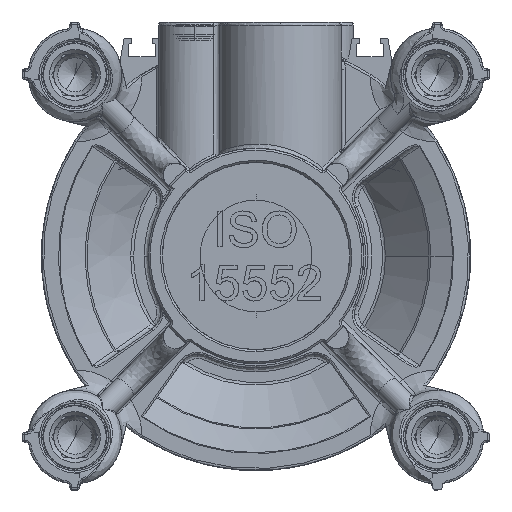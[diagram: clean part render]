
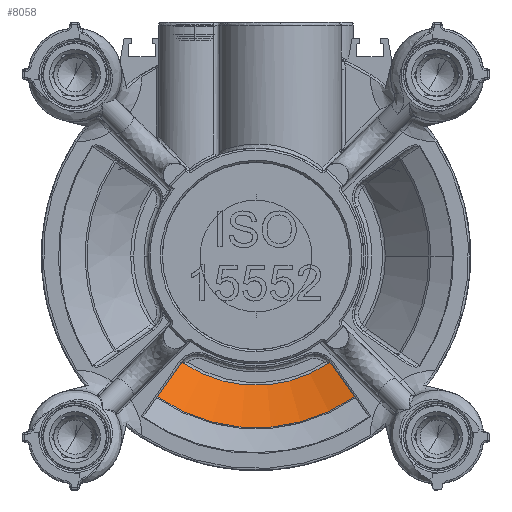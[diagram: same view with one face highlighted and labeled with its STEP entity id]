
A CAD part, front view. The second image highlights one B-rep face of the part: STEP entity #8058.
In plain terms, the highlighted conical face has half-angle 45 degrees and reference radius 42.207 mm.
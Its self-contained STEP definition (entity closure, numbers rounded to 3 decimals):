
#364 = ORIENTED_EDGE ( 'NONE', *, *, #71043, .F. ) ;
#1271 = CARTESIAN_POINT ( 'NONE',  ( -18.236, 46.517, -26.275 ) ) ;
#1531 = VERTEX_POINT ( 'NONE', #45420 ) ;
#1557 = VERTEX_POINT ( 'NONE', #85402 ) ;
#2189 = EDGE_CURVE ( 'NONE', #1557, #121213, #30883, .T. ) ;
#7413 = LINE ( 'NONE', #24746, #27889 ) ;
#8058 = ADVANCED_FACE ( 'NONE', ( #95302 ), #9468, .F. ) ;
#9468 = CONICAL_SURFACE ( 'NONE', #80333, 42.207, 0.785 ) ;
#10337 = CARTESIAN_POINT ( 'NONE',  ( 0., 36.293, 0. ) ) ;
#11698 = CARTESIAN_POINT ( 'NONE',  ( -17.986, 46.707, -26.216 ) ) ;
#13145 = DIRECTION ( 'NONE',  ( 0., 0., -1. ) ) ;
#13156 = CARTESIAN_POINT ( 'NONE',  ( -18.431, 46.305, -26.398 ) ) ;
#14366 = CARTESIAN_POINT ( 'NONE',  ( -18.54, 46.176, -26.478 ) ) ;
#14395 = CARTESIAN_POINT ( 'NONE',  ( 17.986, 46.707, -26.216 ) ) ;
#15745 = VECTOR ( 'NONE', #68504, 1000. ) ;
#16268 = VERTEX_POINT ( 'NONE', #106473 ) ;
#18740 = EDGE_CURVE ( 'NONE', #72773, #1557, #7413, .T. ) ;
#18864 = CARTESIAN_POINT ( 'NONE',  ( 0., 46.707, 0. ) ) ;
#20061 = VERTEX_POINT ( 'NONE', #55972 ) ;
#20855 = ORIENTED_EDGE ( 'NONE', *, *, #64203, .F. ) ;
#21608 = CARTESIAN_POINT ( 'NONE',  ( -18.107, 46.624, -26.234 ) ) ;
#21677 = VERTEX_POINT ( 'NONE', #76167 ) ;
#24746 = CARTESIAN_POINT ( 'NONE',  ( 18.641, 46., -26.622 ) ) ;
#27522 = DIRECTION ( 'NONE',  ( 0., 0., -1. ) ) ;
#27889 = VECTOR ( 'NONE', #89363, 1000. ) ;
#30883 = CIRCLE ( 'NONE', #76135, 42.207 ) ;
#32706 = ORIENTED_EDGE ( 'NONE', *, *, #2189, .F. ) ;
#34958 = B_SPLINE_CURVE_WITH_KNOTS ( 'NONE', 3,
 ( #76840, #65801, #85452, #114369 ),
 .UNSPECIFIED., .F., .F.,
 ( 4, 4 ),
 ( 0., 1. ),
 .UNSPECIFIED. ) ;
#36903 = EDGE_CURVE ( 'NONE', #20061, #21677, #63762, .T. ) ;
#37514 = DIRECTION ( 'NONE',  ( 1., 0., 0. ) ) ;
#38960 = LINE ( 'NONE', #40157, #15745 ) ;
#40110 = B_SPLINE_CURVE_WITH_KNOTS ( 'NONE', 3,
 ( #90108, #14366, #13156, #78463 ),
 .UNSPECIFIED., .F., .F.,
 ( 4, 4 ),
 ( 0., 1. ),
 .UNSPECIFIED. ) ;
#40157 = CARTESIAN_POINT ( 'NONE',  ( -18.641, 46., -26.622 ) ) ;
#45420 = CARTESIAN_POINT ( 'NONE',  ( 18.356, 46.387, -26.35 ) ) ;
#53897 = AXIS2_PLACEMENT_3D ( 'NONE', #18864, #111856, #27522 ) ;
#53963 = ORIENTED_EDGE ( 'NONE', *, *, #84379, .T. ) ;
#55972 = CARTESIAN_POINT ( 'NONE',  ( -17.986, 46.707, -26.216 ) ) ;
#63762 = CIRCLE ( 'NONE', #53897, 31.793 ) ;
#64203 = EDGE_CURVE ( 'NONE', #1531, #72773, #34958, .T. ) ;
#64346 = ORIENTED_EDGE ( 'NONE', *, *, #36903, .F. ) ;
#65801 = CARTESIAN_POINT ( 'NONE',  ( 18.431, 46.305, -26.398 ) ) ;
#68504 = DIRECTION ( 'NONE',  ( -0.406, -0.707, -0.579 ) ) ;
#71043 = EDGE_CURVE ( 'NONE', #119598, #20061, #114331, .T. ) ;
#72596 = EDGE_CURVE ( 'NONE', #16268, #119598, #40110, .T. ) ;
#72773 = VERTEX_POINT ( 'NONE', #83314 ) ;
#74337 = CARTESIAN_POINT ( 'NONE',  ( -24.209, 36.293, -34.574 ) ) ;
#74574 = B_SPLINE_CURVE_WITH_KNOTS ( 'NONE', 3,
 ( #108029, #77886, #106210, #14395 ),
 .UNSPECIFIED., .F., .F.,
 ( 4, 4 ),
 ( 0., 1. ),
 .UNSPECIFIED. ) ;
#76135 = AXIS2_PLACEMENT_3D ( 'NONE', #109808, #79045, #13145 ) ;
#76167 = CARTESIAN_POINT ( 'NONE',  ( 17.986, 46.707, -26.216 ) ) ;
#76840 = CARTESIAN_POINT ( 'NONE',  ( 18.356, 46.387, -26.35 ) ) ;
#77757 = CARTESIAN_POINT ( 'NONE',  ( -18.356, 46.387, -26.35 ) ) ;
#77886 = CARTESIAN_POINT ( 'NONE',  ( 18.245, 46.507, -26.281 ) ) ;
#78463 = CARTESIAN_POINT ( 'NONE',  ( -18.356, 46.387, -26.35 ) ) ;
#78718 = ORIENTED_EDGE ( 'NONE', *, *, #72596, .F. ) ;
#79045 = DIRECTION ( 'NONE',  ( 0., 1., 0. ) ) ;
#80333 = AXIS2_PLACEMENT_3D ( 'NONE', #10337, #120592, #37514 ) ;
#83314 = CARTESIAN_POINT ( 'NONE',  ( 18.641, 46., -26.622 ) ) ;
#84379 = EDGE_CURVE ( 'NONE', #1531, #21677, #74574, .T. ) ;
#85402 = CARTESIAN_POINT ( 'NONE',  ( 24.209, 36.293, -34.574 ) ) ;
#85452 = CARTESIAN_POINT ( 'NONE',  ( 18.54, 46.176, -26.478 ) ) ;
#87255 = EDGE_CURVE ( 'NONE', #16268, #121213, #38960, .T. ) ;
#87443 = CARTESIAN_POINT ( 'NONE',  ( -18.356, 46.387, -26.35 ) ) ;
#89363 = DIRECTION ( 'NONE',  ( 0.406, -0.707, -0.579 ) ) ;
#90108 = CARTESIAN_POINT ( 'NONE',  ( -18.641, 46., -26.622 ) ) ;
#91510 = ORIENTED_EDGE ( 'NONE', *, *, #87255, .T. ) ;
#95302 = FACE_OUTER_BOUND ( 'NONE', #104876, .T. ) ;
#96179 = ORIENTED_EDGE ( 'NONE', *, *, #18740, .F. ) ;
#104876 = EDGE_LOOP ( 'NONE', ( #64346, #364, #78718, #91510, #32706, #96179, #20855, #53963 ) ) ;
#106210 = CARTESIAN_POINT ( 'NONE',  ( 18.122, 46.614, -26.236 ) ) ;
#106473 = CARTESIAN_POINT ( 'NONE',  ( -18.641, 46., -26.622 ) ) ;
#108029 = CARTESIAN_POINT ( 'NONE',  ( 18.356, 46.387, -26.35 ) ) ;
#109808 = CARTESIAN_POINT ( 'NONE',  ( 0., 36.293, 0. ) ) ;
#111856 = DIRECTION ( 'NONE',  ( 0., -1., 0. ) ) ;
#114331 = B_SPLINE_CURVE_WITH_KNOTS ( 'NONE', 3,
 ( #87443, #1271, #21608, #11698 ),
 .UNSPECIFIED., .F., .F.,
 ( 4, 4 ),
 ( 0., 1. ),
 .UNSPECIFIED. ) ;
#114369 = CARTESIAN_POINT ( 'NONE',  ( 18.641, 46., -26.622 ) ) ;
#119598 = VERTEX_POINT ( 'NONE', #77757 ) ;
#120592 = DIRECTION ( 'NONE',  ( 0., -1., 0. ) ) ;
#121213 = VERTEX_POINT ( 'NONE', #74337 ) ;
